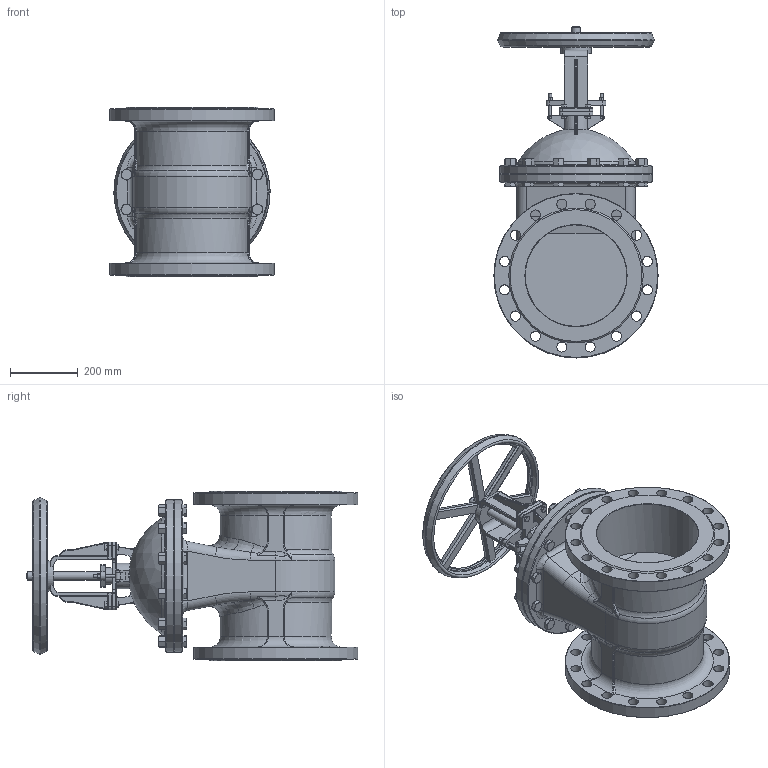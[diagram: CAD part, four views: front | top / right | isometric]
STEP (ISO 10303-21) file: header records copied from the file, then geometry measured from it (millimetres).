
FILE_DESCRIPTION(/* description */ (''),/* implementation_level */ '2;1');
FILE_NAME(/* name */ 'DN300_3D_STEP.stp',/* time_stamp */ '2024-02-09T14:43:09+03:00',/* author */ ('igorr'),/* organization */ (''),/* preprocessor_version */ 'ST-DEVELOPER v19.2',/* originating_system */ 'Autodesk Inventor 2023',/* authorisation */ '');
FILE_SCHEMA (('AUTOMOTIVE_DESIGN { 1 0 10303 214 3 1 1 }'));
Length unit declared in the file: millimetre
Products named in the file (8): Сборка; Деталь1; Деталь2; AS 1110 - M10 x 35; ANSI B18.2.4.2M - M10x1,5; ANSI B18.2.4.2M - M8x1,25; ANSI B18.2.4.2M - M20x2,5; AS 1110 - M20 x 70
Assembly tree (36 placements, depth 2):
  Сборка
    Деталь1
    Деталь2
    AS 1110 - M10 x 35  x4
    ANSI B18.2.4.2M - M10x1,5  x4
    ANSI B18.2.4.2M - M8x1,25  x2
    ANSI B18.2.4.2M - M20x2,5  x12
    AS 1110 - M20 x 70  x12
Bounding box: 485 x 979.75 x 500 mm (x, y, z)
Volume: 52792306.3 mm3; surface area: 2688061.3 mm2
Topology: 40 solids, 40 shells, 1460 faces, 3503 edges, 2145 vertices
Faces by surface type: plane 614, cone 323, cylinder 309, bspline 120, torus 89, sphere 5
Full cylindrical faces by diameter (mm): 6.647 x2, 7 x4, 8 x4, 8.376 x4, 10 x4, 12 x12, 15 x2, 16 x4, 17.294 x12, 20 x36, 25 x2, 27.9 x12, 30 x46, 50 x3, 60 x2, 75 x1, 89.009 x1, 300 x2, 350 x1, 450 x2, 485 x2
Entity records: 31672 total; most frequent: CARTESIAN_POINT 10763, ORIENTED_EDGE 4252, DIRECTION 4005, EDGE_CURVE 2126, AXIS2_PLACEMENT_3D 1603, VERTEX_POINT 1333, EDGE_LOOP 989, FACE_OUTER_BOUND 823
